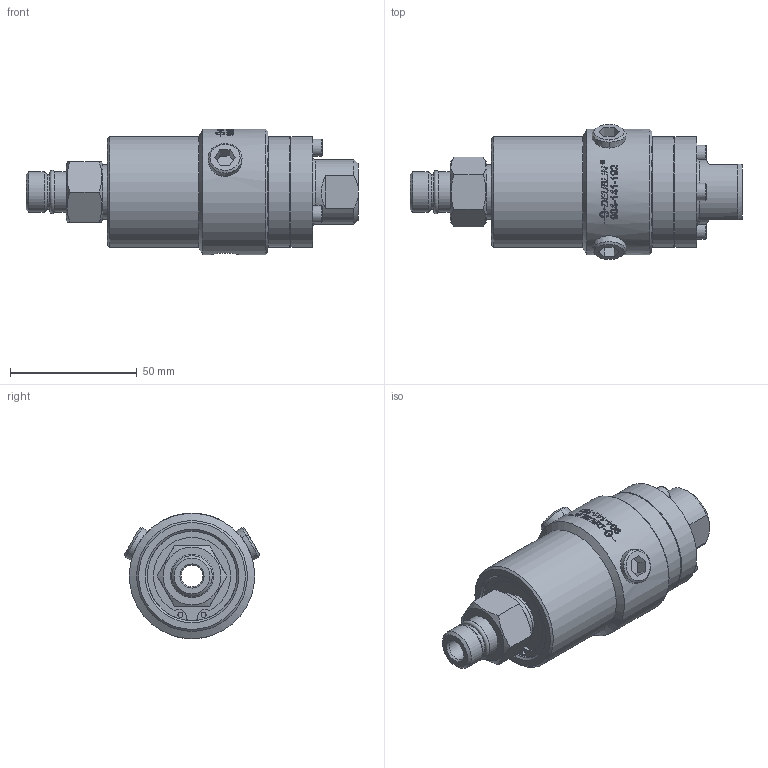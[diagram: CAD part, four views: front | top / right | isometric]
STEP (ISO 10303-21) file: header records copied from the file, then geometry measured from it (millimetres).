
FILE_DESCRIPTION((''),'2;1');
FILE_NAME('904-141-192-IC.stp','2016-01-20T10:42:58',('cdunkel'),(''),'Autodesk Inventor 2013','Autodesk Inventor 2013','');
FILE_SCHEMA(('CONFIG_CONTROL_DESIGN'));
Length unit declared in the file: millimetre
Products named in the file (1): 904-141-192-IC
Bounding box: 131.11 x 53.33 x 49.5 mm (x, y, z)
Volume: 139832.9 mm3; surface area: 27208.3 mm2
Topology: 2 solids, 5 shells, 505 faces, 1284 edges, 844 vertices
Faces by surface type: plane 289, bspline 98, cylinder 82, cone 27, torus 9
Full cylindrical faces by diameter (mm): 1.981 x2, 4.166 x3, 4.45 x3, 4.5 x3, 6.858 x3, 7.2 x3, 8.5 x1, 13.5 x2, 14.25 x1, 16 x1, 16.023 x1, 17 x1, 17.78 x1, 18.16 x1, 18.72 x1, 21.4 x1, 25.4 x1, 34.95 x1, 35.015 x1, 35.27 x1, 37.25 x1, 43.7 x1, 43.748 x1, 43.76 x1, 49.5 x1
Entity records: 17125 total; most frequent: CARTESIAN_POINT 5408, ORIENTED_EDGE 2396, DIRECTION 2241, EDGE_CURVE 1198, AXIS2_PLACEMENT_3D 880, VERTEX_POINT 821, EDGE_LOOP 637, FACE_OUTER_BOUND 505
